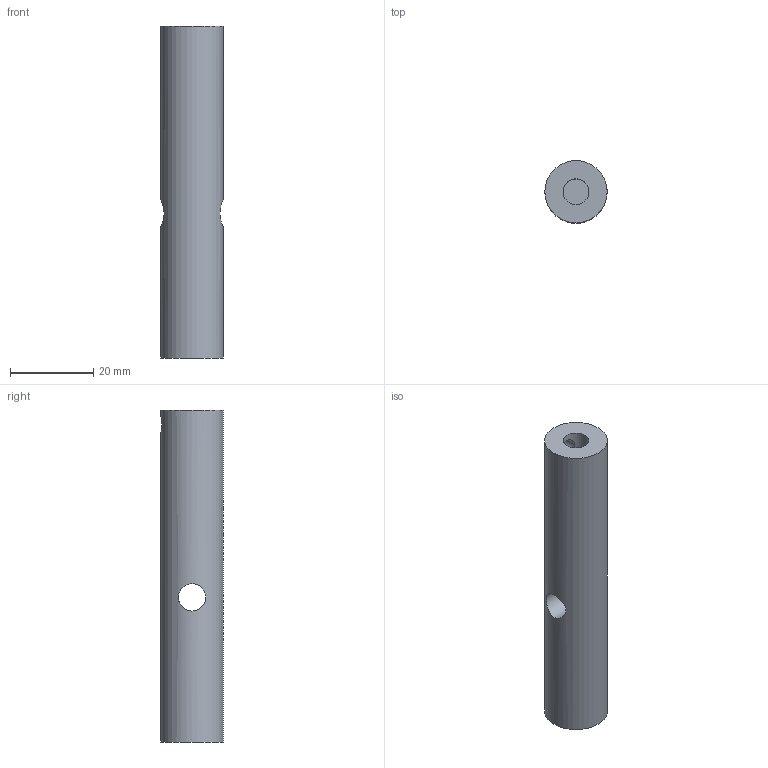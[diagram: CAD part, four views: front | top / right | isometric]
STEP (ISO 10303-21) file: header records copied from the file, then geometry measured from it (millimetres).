
FILE_DESCRIPTION(/* description */ (''),/* implementation_level */ '2;1');
FILE_NAME(/* name */ 'h600 subsystem_shaft v1.step',/* time_stamp */ '2023-11-29T14:33:38+05:30',/* author */ (''),/* organization */ (''),/* preprocessor_version */ 'ST-DEVELOPER v20',/* originating_system */ 'Autodesk Translation Framework v12.14.0.127',/* authorisation */ '');
FILE_SCHEMA (('AUTOMOTIVE_DESIGN { 1 0 10303 214 3 1 1 }'));
Length unit declared in the file: millimetre
Products named in the file (1): h600 subsystem_shaft
Bounding box: 15 x 15 x 80 mm (x, y, z)
Volume: 12674.5 mm3; surface area: 4964.9 mm2
Topology: 1 solids, 1 shells, 7 faces, 17 edges, 12 vertices
Faces by surface type: cylinder 4, plane 3
Full cylindrical faces by diameter (mm): 4 x1, 6.2 x1, 6.6 x1, 15 x1
Entity records: 373 total; most frequent: CARTESIAN_POINT 174, ORIENTED_EDGE 34, DIRECTION 29, EDGE_CURVE 17, VERTEX_POINT 12, AXIS2_PLACEMENT_3D 12, EDGE_LOOP 11, B_SPLINE_CURVE_WITH_KNOTS 8
